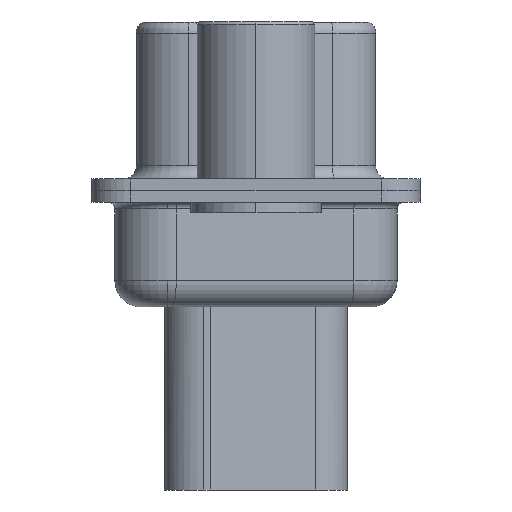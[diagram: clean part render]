
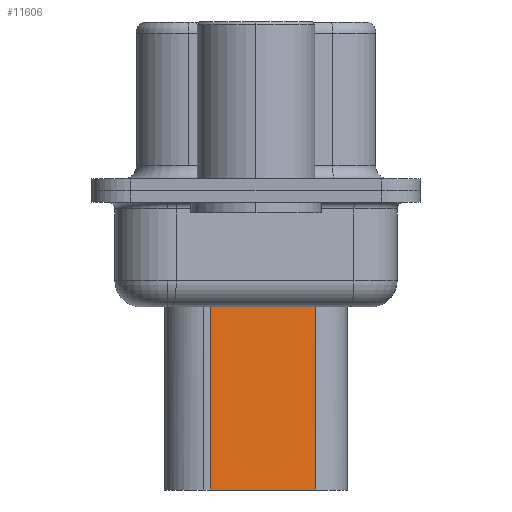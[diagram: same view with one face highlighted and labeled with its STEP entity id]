
A CAD part, left-side view. The second image highlights one B-rep face of the part: STEP entity #11606.
In plain terms, the highlighted planar face has unit normal (-0.985, -0.174, 0).
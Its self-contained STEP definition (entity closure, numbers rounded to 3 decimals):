
#316 = EDGE_CURVE ( 'NONE', #9129, #10381, #11083, .T. ) ;
#734 = VECTOR ( 'NONE', #4420, 1000. ) ;
#776 = ORIENTED_EDGE ( 'NONE', *, *, #1089, .T. ) ;
#835 = FACE_OUTER_BOUND ( 'NONE', #10978, .T. ) ;
#872 = EDGE_CURVE ( 'NONE', #9129, #7586, #8726, .T. ) ;
#1062 = ORIENTED_EDGE ( 'NONE', *, *, #316, .T. ) ;
#1089 = EDGE_CURVE ( 'NONE', #10381, #6714, #11224, .T. ) ;
#1364 = CARTESIAN_POINT ( 'NONE',  ( 4.524, 1.74, -11.45 ) ) ;
#1631 = DIRECTION ( 'NONE',  ( -0.985, -0.174, 0. ) ) ;
#2215 = CARTESIAN_POINT ( 'NONE',  ( 5.229, -2.26, -11.45 ) ) ;
#3761 = DIRECTION ( 'NONE',  ( 0., 0., -1. ) ) ;
#3932 = AXIS2_PLACEMENT_3D ( 'NONE', #7628, #1631, #8631 ) ;
#4420 = DIRECTION ( 'NONE',  ( 0., 0., -1. ) ) ;
#4608 = PLANE ( 'NONE',  #3932 ) ;
#5181 = EDGE_CURVE ( 'NONE', #7586, #6714, #5669, .T. ) ;
#5400 = ORIENTED_EDGE ( 'NONE', *, *, #5181, .F. ) ;
#5669 = LINE ( 'NONE', #1364, #10964 ) ;
#6393 = DIRECTION ( 'NONE',  ( -0.174, 0.985, 0. ) ) ;
#6714 = VERTEX_POINT ( 'NONE', #7790 ) ;
#7404 = CARTESIAN_POINT ( 'NONE',  ( 5.229, -2.26, -3.975 ) ) ;
#7586 = VERTEX_POINT ( 'NONE', #2215 ) ;
#7628 = CARTESIAN_POINT ( 'NONE',  ( 4.524, 1.74, -3.1 ) ) ;
#7790 = CARTESIAN_POINT ( 'NONE',  ( 4.524, 1.74, -11.45 ) ) ;
#8432 = VECTOR ( 'NONE', #11744, 1000. ) ;
#8570 = VECTOR ( 'NONE', #3761, 1000. ) ;
#8631 = DIRECTION ( 'NONE',  ( 0.174, -0.985, 0. ) ) ;
#8726 = LINE ( 'NONE', #12427, #734 ) ;
#9129 = VERTEX_POINT ( 'NONE', #7404 ) ;
#9876 = ORIENTED_EDGE ( 'NONE', *, *, #872, .F. ) ;
#10381 = VERTEX_POINT ( 'NONE', #12470 ) ;
#10896 = CARTESIAN_POINT ( 'NONE',  ( 4.524, 1.74, -3.1 ) ) ;
#10964 = VECTOR ( 'NONE', #6393, 1000. ) ;
#10978 = EDGE_LOOP ( 'NONE', ( #9876, #1062, #776, #5400 ) ) ;
#11083 = LINE ( 'NONE', #11702, #8432 ) ;
#11224 = LINE ( 'NONE', #10896, #8570 ) ;
#11606 = ADVANCED_FACE ( 'NONE', ( #835 ), #4608, .T. ) ;
#11702 = CARTESIAN_POINT ( 'NONE',  ( 4.353, 2.709, -3.975 ) ) ;
#11744 = DIRECTION ( 'NONE',  ( -0.174, 0.985, 0. ) ) ;
#12427 = CARTESIAN_POINT ( 'NONE',  ( 5.229, -2.26, -3.1 ) ) ;
#12470 = CARTESIAN_POINT ( 'NONE',  ( 4.524, 1.74, -3.975 ) ) ;
